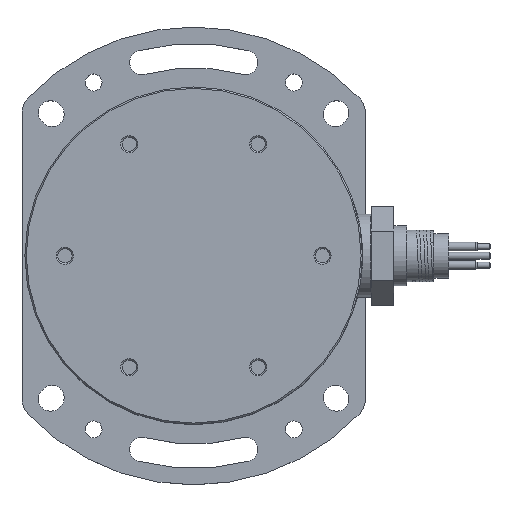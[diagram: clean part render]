
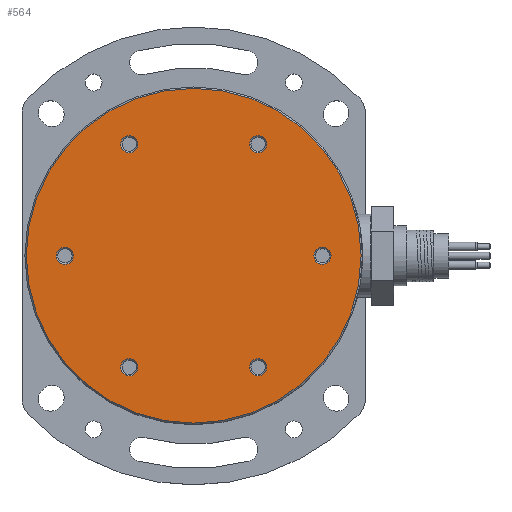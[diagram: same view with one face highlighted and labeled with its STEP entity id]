
A CAD part, top view. The second image highlights one B-rep face of the part: STEP entity #564.
In plain terms, the highlighted planar face has unit normal (0, 0, 1).
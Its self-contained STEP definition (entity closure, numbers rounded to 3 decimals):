
#93=FACE_BOUND('',#1234,.F.);
#94=FACE_BOUND('',#1235,.F.);
#95=FACE_BOUND('',#1236,.F.);
#96=FACE_BOUND('',#1237,.F.);
#97=FACE_BOUND('',#1238,.F.);
#98=FACE_BOUND('',#1239,.F.);
#564=ADVANCED_FACE('',(#93,#94,#95,#96,#97,#98,#875),#2902,.T.);
#875=FACE_OUTER_BOUND('',#1240,.F.);
#1234=EDGE_LOOP('',(#2583,#2584));
#1235=EDGE_LOOP('',(#2585,#2586));
#1236=EDGE_LOOP('',(#2587,#2588));
#1237=EDGE_LOOP('',(#2589,#2590));
#1238=EDGE_LOOP('',(#2591,#2592));
#1239=EDGE_LOOP('',(#2593,#2594));
#1240=EDGE_LOOP('',(#2595,#2596));
#2583=ORIENTED_EDGE('',*,*,#4091,.T.);
#2584=ORIENTED_EDGE('',*,*,#4093,.T.);
#2585=ORIENTED_EDGE('',*,*,#4071,.T.);
#2586=ORIENTED_EDGE('',*,*,#4073,.T.);
#2587=ORIENTED_EDGE('',*,*,#4051,.T.);
#2588=ORIENTED_EDGE('',*,*,#4053,.T.);
#2589=ORIENTED_EDGE('',*,*,#4061,.T.);
#2590=ORIENTED_EDGE('',*,*,#4063,.T.);
#2591=ORIENTED_EDGE('',*,*,#4081,.T.);
#2592=ORIENTED_EDGE('',*,*,#4083,.T.);
#2593=ORIENTED_EDGE('',*,*,#4101,.T.);
#2594=ORIENTED_EDGE('',*,*,#4103,.T.);
#2595=ORIENTED_EDGE('',*,*,#4035,.F.);
#2596=ORIENTED_EDGE('',*,*,#4037,.F.);
#2902=PLANE('',#5847);
#3311=CIRCLE('',#5795,58.5);
#3313=CIRCLE('',#5797,58.5);
#3322=CIRCLE('',#5806,3.);
#3323=CIRCLE('',#5807,3.);
#3328=CIRCLE('',#5812,3.);
#3329=CIRCLE('',#5813,3.);
#3334=CIRCLE('',#5818,3.);
#3335=CIRCLE('',#5819,3.);
#3340=CIRCLE('',#5824,3.);
#3341=CIRCLE('',#5825,3.);
#3346=CIRCLE('',#5830,3.);
#3347=CIRCLE('',#5831,3.);
#3352=CIRCLE('',#5836,3.);
#3353=CIRCLE('',#5837,3.);
#4035=EDGE_CURVE('',#5276,#5278,#3311,.T.);
#4037=EDGE_CURVE('',#5278,#5276,#3313,.T.);
#4051=EDGE_CURVE('',#5266,#5267,#3322,.T.);
#4053=EDGE_CURVE('',#5267,#5266,#3323,.T.);
#4061=EDGE_CURVE('',#5260,#5261,#3328,.T.);
#4063=EDGE_CURVE('',#5261,#5260,#3329,.T.);
#4071=EDGE_CURVE('',#5254,#5255,#3334,.T.);
#4073=EDGE_CURVE('',#5255,#5254,#3335,.T.);
#4081=EDGE_CURVE('',#5248,#5249,#3340,.T.);
#4083=EDGE_CURVE('',#5249,#5248,#3341,.T.);
#4091=EDGE_CURVE('',#5242,#5243,#3346,.T.);
#4093=EDGE_CURVE('',#5243,#5242,#3347,.T.);
#4101=EDGE_CURVE('',#5236,#5237,#3352,.T.);
#4103=EDGE_CURVE('',#5237,#5236,#3353,.T.);
#5236=VERTEX_POINT('',#13409);
#5237=VERTEX_POINT('',#13410);
#5242=VERTEX_POINT('',#13415);
#5243=VERTEX_POINT('',#13416);
#5248=VERTEX_POINT('',#13421);
#5249=VERTEX_POINT('',#13422);
#5254=VERTEX_POINT('',#13427);
#5255=VERTEX_POINT('',#13428);
#5260=VERTEX_POINT('',#13433);
#5261=VERTEX_POINT('',#13434);
#5266=VERTEX_POINT('',#13439);
#5267=VERTEX_POINT('',#13440);
#5276=VERTEX_POINT('',#13449);
#5278=VERTEX_POINT('',#13451);
#5795=AXIS2_PLACEMENT_3D('',#13484,#7046,#7047);
#5797=AXIS2_PLACEMENT_3D('',#13486,#7050,#7051);
#5806=AXIS2_PLACEMENT_3D('',#13500,#7073,#7074);
#5807=AXIS2_PLACEMENT_3D('',#13502,#7076,#7077);
#5812=AXIS2_PLACEMENT_3D('',#13510,#7089,#7090);
#5813=AXIS2_PLACEMENT_3D('',#13512,#7092,#7093);
#5818=AXIS2_PLACEMENT_3D('',#13520,#7105,#7106);
#5819=AXIS2_PLACEMENT_3D('',#13522,#7108,#7109);
#5824=AXIS2_PLACEMENT_3D('',#13530,#7121,#7122);
#5825=AXIS2_PLACEMENT_3D('',#13532,#7124,#7125);
#5830=AXIS2_PLACEMENT_3D('',#13540,#7137,#7138);
#5831=AXIS2_PLACEMENT_3D('',#13542,#7140,#7141);
#5836=AXIS2_PLACEMENT_3D('',#13550,#7153,#7154);
#5837=AXIS2_PLACEMENT_3D('',#13552,#7156,#7157);
#5847=AXIS2_PLACEMENT_3D('',#13566,#7180,#7181);
#7046=DIRECTION('',(0.,0.,1.));
#7047=DIRECTION('',(1.,0.,0.));
#7050=DIRECTION('',(0.,0.,1.));
#7051=DIRECTION('',(-1.,0.,0.));
#7073=DIRECTION('',(0.,0.,1.));
#7074=DIRECTION('',(-1.,0.,0.));
#7076=DIRECTION('',(0.,0.,1.));
#7077=DIRECTION('',(1.,0.,0.));
#7089=DIRECTION('',(0.,0.,1.));
#7090=DIRECTION('',(-0.5,-0.866,0.));
#7092=DIRECTION('',(0.,0.,1.));
#7093=DIRECTION('',(0.5,0.866,0.));
#7105=DIRECTION('',(0.,0.,1.));
#7106=DIRECTION('',(-0.5,0.866,0.));
#7108=DIRECTION('',(0.,0.,1.));
#7109=DIRECTION('',(0.5,-0.866,0.));
#7121=DIRECTION('',(0.,0.,1.));
#7122=DIRECTION('',(0.5,0.866,0.));
#7124=DIRECTION('',(0.,0.,1.));
#7125=DIRECTION('',(-0.5,-0.866,0.));
#7137=DIRECTION('',(0.,0.,1.));
#7138=DIRECTION('',(1.,0.,0.));
#7140=DIRECTION('',(0.,0.,1.));
#7141=DIRECTION('',(-1.,0.,0.));
#7153=DIRECTION('',(0.,0.,1.));
#7154=DIRECTION('',(0.5,-0.866,0.));
#7156=DIRECTION('',(0.,0.,1.));
#7157=DIRECTION('',(-0.5,0.866,0.));
#7180=DIRECTION('',(0.,0.,1.));
#7181=DIRECTION('',(1.,0.,0.));
#13409=CARTESIAN_POINT('',(84.,38.431,53.2));
#13410=CARTESIAN_POINT('',(81.,43.627,53.2));
#13415=CARTESIAN_POINT('',(108.,80.,53.2));
#13416=CARTESIAN_POINT('',(102.,80.,53.2));
#13421=CARTESIAN_POINT('',(84.,121.569,53.2));
#13422=CARTESIAN_POINT('',(81.,116.373,53.2));
#13427=CARTESIAN_POINT('',(36.,121.569,53.2));
#13428=CARTESIAN_POINT('',(39.,116.373,53.2));
#13433=CARTESIAN_POINT('',(36.,38.431,53.2));
#13434=CARTESIAN_POINT('',(39.,43.627,53.2));
#13439=CARTESIAN_POINT('',(12.,80.,53.2));
#13440=CARTESIAN_POINT('',(18.,80.,53.2));
#13449=CARTESIAN_POINT('',(118.5,80.,53.2));
#13451=CARTESIAN_POINT('',(1.5,80.,53.2));
#13484=CARTESIAN_POINT('',(60.,80.,53.2));
#13486=CARTESIAN_POINT('',(60.,80.,53.2));
#13500=CARTESIAN_POINT('',(15.,80.,53.2));
#13502=CARTESIAN_POINT('',(15.,80.,53.2));
#13510=CARTESIAN_POINT('',(37.5,41.029,53.2));
#13512=CARTESIAN_POINT('',(37.5,41.029,53.2));
#13520=CARTESIAN_POINT('',(37.5,118.971,53.2));
#13522=CARTESIAN_POINT('',(37.5,118.971,53.2));
#13530=CARTESIAN_POINT('',(82.5,118.971,53.2));
#13532=CARTESIAN_POINT('',(82.5,118.971,53.2));
#13540=CARTESIAN_POINT('',(105.,80.,53.2));
#13542=CARTESIAN_POINT('',(105.,80.,53.2));
#13550=CARTESIAN_POINT('',(82.5,41.029,53.2));
#13552=CARTESIAN_POINT('',(82.5,41.029,53.2));
#13566=CARTESIAN_POINT('',(-4.35,15.65,53.2));
